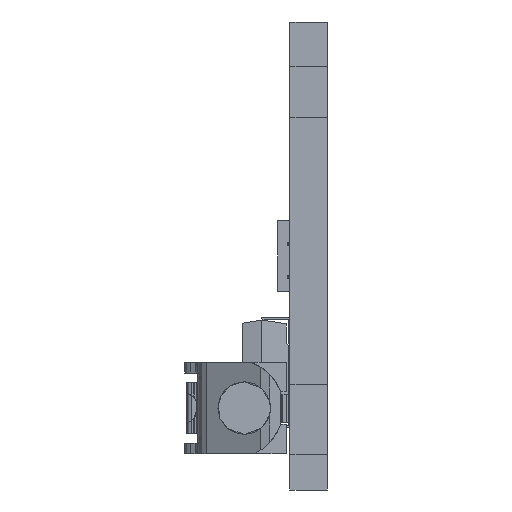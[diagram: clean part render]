
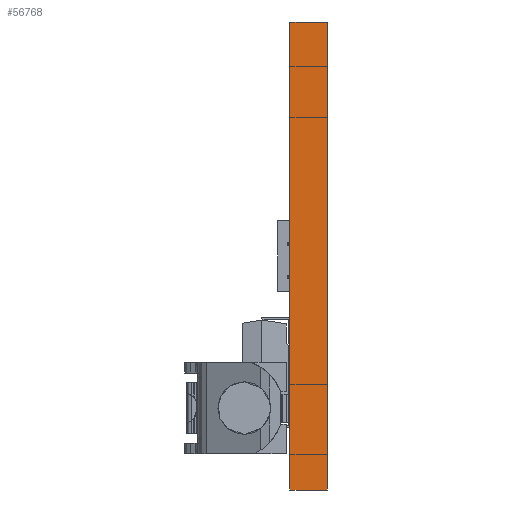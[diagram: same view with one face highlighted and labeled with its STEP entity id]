
A CAD part, left-side view. The second image highlights one B-rep face of the part: STEP entity #56768.
In plain terms, the highlighted planar face has unit normal (-1, 0, 0).
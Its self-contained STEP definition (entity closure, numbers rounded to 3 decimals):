
#231 = CARTESIAN_POINT ( 'NONE',  ( 0., -1.6, -20. ) ) ;
#15881 = EDGE_CURVE ( 'NONE', #48540, #127106, #135479, .T. ) ;
#16656 = VECTOR ( 'NONE', #41081, 1000. ) ;
#27757 = ORIENTED_EDGE ( 'NONE', *, *, #123354, .F. ) ;
#28461 = CARTESIAN_POINT ( 'NONE',  ( 0., -1.6, -20. ) ) ;
#34210 = FACE_OUTER_BOUND ( 'NONE', #124990, .T. ) ;
#34698 = VERTEX_POINT ( 'NONE', #83792 ) ;
#34974 = DIRECTION ( 'NONE',  ( 0., 0., 1. ) ) ;
#41081 = DIRECTION ( 'NONE',  ( 0., 1., 0. ) ) ;
#46231 = LINE ( 'NONE', #63446, #16656 ) ;
#48540 = VERTEX_POINT ( 'NONE', #110172 ) ;
#50102 = VECTOR ( 'NONE', #106356, 1000. ) ;
#51019 = EDGE_CURVE ( 'NONE', #127106, #34698, #46231, .T. ) ;
#51530 = CARTESIAN_POINT ( 'NONE',  ( 0., 0., -20. ) ) ;
#54538 = ORIENTED_EDGE ( 'NONE', *, *, #134096, .F. ) ;
#56768 = ADVANCED_FACE ( 'NONE', ( #34210 ), #134846, .T. ) ;
#63446 = CARTESIAN_POINT ( 'NONE',  ( 0., -1.6, 0. ) ) ;
#65122 = VERTEX_POINT ( 'NONE', #65470 ) ;
#65310 = VECTOR ( 'NONE', #89377, 1000. ) ;
#65470 = CARTESIAN_POINT ( 'NONE',  ( 0., 0., -20. ) ) ;
#74549 = ORIENTED_EDGE ( 'NONE', *, *, #51019, .T. ) ;
#77439 = VECTOR ( 'NONE', #129543, 1000. ) ;
#83792 = CARTESIAN_POINT ( 'NONE',  ( 0., 0., 0. ) ) ;
#89377 = DIRECTION ( 'NONE',  ( 0., 1., 0. ) ) ;
#90557 = CARTESIAN_POINT ( 'NONE',  ( 0., -1.6, -20. ) ) ;
#96311 = AXIS2_PLACEMENT_3D ( 'NONE', #90557, #101715, #34974 ) ;
#101715 = DIRECTION ( 'NONE',  ( -1., 0., 0. ) ) ;
#102874 = CARTESIAN_POINT ( 'NONE',  ( 0., -1.6, 0. ) ) ;
#103544 = LINE ( 'NONE', #51530, #77439 ) ;
#106356 = DIRECTION ( 'NONE',  ( 0., 0., 1. ) ) ;
#110172 = CARTESIAN_POINT ( 'NONE',  ( 0., -1.6, -20. ) ) ;
#123354 = EDGE_CURVE ( 'NONE', #48540, #65122, #128170, .T. ) ;
#124990 = EDGE_LOOP ( 'NONE', ( #54538, #27757, #136554, #74549 ) ) ;
#127106 = VERTEX_POINT ( 'NONE', #102874 ) ;
#128170 = LINE ( 'NONE', #231, #65310 ) ;
#129543 = DIRECTION ( 'NONE',  ( 0., 0., 1. ) ) ;
#134096 = EDGE_CURVE ( 'NONE', #65122, #34698, #103544, .T. ) ;
#134846 = PLANE ( 'NONE',  #96311 ) ;
#135479 = LINE ( 'NONE', #28461, #50102 ) ;
#136554 = ORIENTED_EDGE ( 'NONE', *, *, #15881, .T. ) ;
